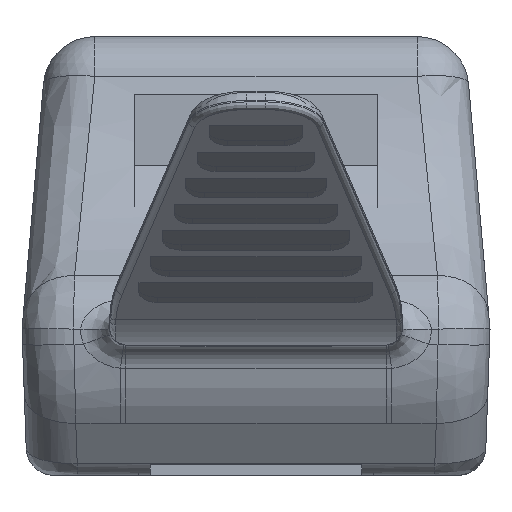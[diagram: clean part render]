
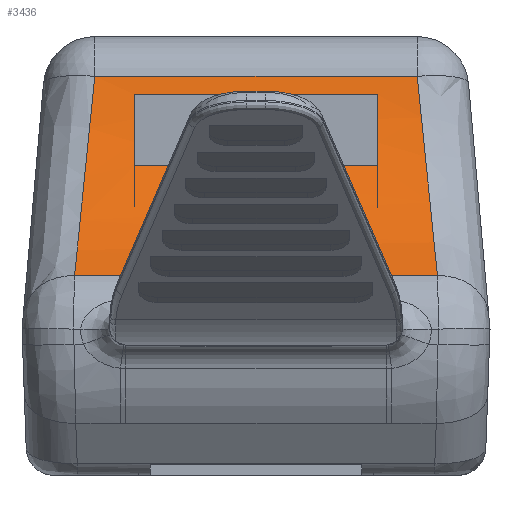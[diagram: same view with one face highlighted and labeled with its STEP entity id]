
A CAD part, left-side view. The second image highlights one B-rep face of the part: STEP entity #3436.
In plain terms, the highlighted cylindrical face has radius 14.129 mm (diameter 28.257 mm), a partial arc.
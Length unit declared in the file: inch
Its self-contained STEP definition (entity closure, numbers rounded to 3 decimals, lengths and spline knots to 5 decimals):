
#2308=B_SPLINE_CURVE_WITH_KNOTS('',3,(#24432,#24433,#24434,#24435),
 .UNSPECIFIED.,.F.,.F.,(4,4),(0.,1.),.UNSPECIFIED.);
#2309=B_SPLINE_CURVE_WITH_KNOTS('',3,(#24439,#24440,#24441,#24442),
 .UNSPECIFIED.,.F.,.F.,(4,4),(0.,1.),.UNSPECIFIED.);
#2453=CYLINDRICAL_SURFACE('',#17223,0.55625);
#2802=CIRCLE('',#17219,0.55625);
#2803=CIRCLE('',#17220,0.55625);
#3189=FACE_BOUND('',#5561,.T.);
#3190=FACE_BOUND('',#5562,.T.);
#3436=ADVANCED_FACE('',(#3189,#3190),#2453,.F.);
#5561=EDGE_LOOP('',(#9930,#9931,#9932,#9933));
#5562=EDGE_LOOP('',(#9934,#9935,#9936,#9937));
#6635=LINE('',#24446,#7959);
#6636=LINE('',#24450,#7960);
#7959=VECTOR('',#19359,1.);
#7960=VECTOR('',#19362,1.);
#9930=ORIENTED_EDGE('',*,*,#15176,.F.);
#9931=ORIENTED_EDGE('',*,*,#15177,.F.);
#9932=ORIENTED_EDGE('',*,*,#15178,.F.);
#9933=ORIENTED_EDGE('',*,*,#15179,.F.);
#9934=ORIENTED_EDGE('',*,*,#15180,.T.);
#9935=ORIENTED_EDGE('',*,*,#15181,.T.);
#9936=ORIENTED_EDGE('',*,*,#15182,.T.);
#9937=ORIENTED_EDGE('',*,*,#15183,.T.);
#13685=VERTEX_POINT('',#24430);
#13686=VERTEX_POINT('',#24431);
#13687=VERTEX_POINT('',#24436);
#13688=VERTEX_POINT('',#24438);
#13689=VERTEX_POINT('',#24444);
#13690=VERTEX_POINT('',#24445);
#13691=VERTEX_POINT('',#24447);
#13692=VERTEX_POINT('',#24449);
#15176=EDGE_CURVE('',#13685,#13686,#2802,.T.);
#15177=EDGE_CURVE('',#13687,#13685,#2308,.T.);
#15178=EDGE_CURVE('',#13688,#13687,#2803,.T.);
#15179=EDGE_CURVE('',#13686,#13688,#2309,.T.);
#15180=EDGE_CURVE('',#13689,#13690,#16751,.T.);
#15181=EDGE_CURVE('',#13690,#13691,#6635,.T.);
#15182=EDGE_CURVE('',#13691,#13692,#16752,.T.);
#15183=EDGE_CURVE('',#13692,#13689,#6636,.T.);
#16751=ELLIPSE('',#17221,0.5591,0.55625);
#16752=ELLIPSE('',#17222,0.5591,0.55625);
#17219=AXIS2_PLACEMENT_3D('',#24429,#19353,#19354);
#17220=AXIS2_PLACEMENT_3D('',#24437,#19355,#19356);
#17221=AXIS2_PLACEMENT_3D('',#24443,#19357,#19358);
#17222=AXIS2_PLACEMENT_3D('',#24448,#19360,#19361);
#17223=AXIS2_PLACEMENT_3D('',#24451,#19363,#19364);
#19353=DIRECTION('',(0.,1.,0.));
#19354=DIRECTION('',(0.,0.,1.));
#19355=DIRECTION('',(0.,-1.,0.));
#19356=DIRECTION('',(0.,0.,-1.));
#19357=DIRECTION('',(0.,-0.995,0.101));
#19358=DIRECTION('',(0.,-0.101,-0.995));
#19359=DIRECTION('',(0.,1.,0.));
#19360=DIRECTION('',(0.,0.995,0.101));
#19361=DIRECTION('',(0.,-0.101,0.995));
#19362=DIRECTION('',(0.,-1.,0.));
#19363=DIRECTION('',(0.,-1.,0.));
#19364=DIRECTION('',(0.,0.,-1.));
#24429=CARTESIAN_POINT('',(-0.80538,0.20692,0.56));
#24430=CARTESIAN_POINT('',(-0.27241,0.20692,0.40073));
#24431=CARTESIAN_POINT('',(-0.32441,0.20692,0.28055));
#24432=CARTESIAN_POINT('',(-0.27241,-0.20692,0.40073));
#24433=CARTESIAN_POINT('',(-0.27241,-0.06897,0.40073));
#24434=CARTESIAN_POINT('',(-0.27241,0.06897,0.40073));
#24435=CARTESIAN_POINT('',(-0.27241,0.20692,0.40073));
#24436=CARTESIAN_POINT('',(-0.27241,-0.20692,0.40073));
#24437=CARTESIAN_POINT('',(-0.80538,-0.20692,0.56));
#24438=CARTESIAN_POINT('',(-0.32441,-0.20692,0.28055));
#24439=CARTESIAN_POINT('',(-0.32441,0.20692,0.28055));
#24440=CARTESIAN_POINT('',(-0.32441,0.06897,0.28055));
#24441=CARTESIAN_POINT('',(-0.32441,-0.06897,0.28055));
#24442=CARTESIAN_POINT('',(-0.32441,-0.20692,0.28055));
#24443=CARTESIAN_POINT('',(-0.80538,-0.26267,0.56));
#24444=CARTESIAN_POINT('',(-0.50563,-0.31015,0.09142));
#24445=CARTESIAN_POINT('',(-0.264,-0.27562,0.43222));
#24446=CARTESIAN_POINT('',(-0.264,0.5,0.43222));
#24447=CARTESIAN_POINT('',(-0.264,0.27562,0.43222));
#24448=CARTESIAN_POINT('',(-0.80538,0.26267,0.56));
#24449=CARTESIAN_POINT('',(-0.50563,0.31015,0.09142));
#24450=CARTESIAN_POINT('',(-0.50563,0.5,0.09142));
#24451=CARTESIAN_POINT('',(-0.80538,0.5,0.56));
